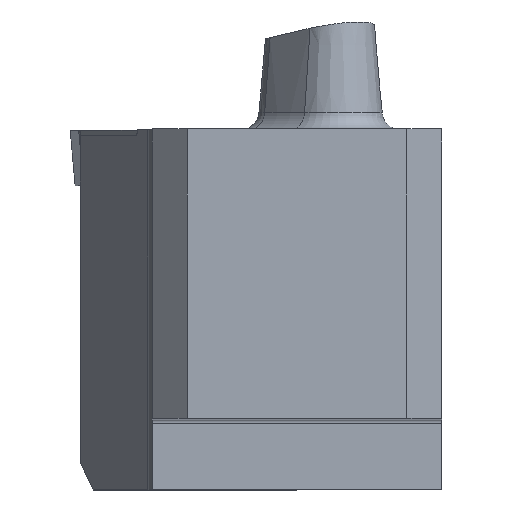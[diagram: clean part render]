
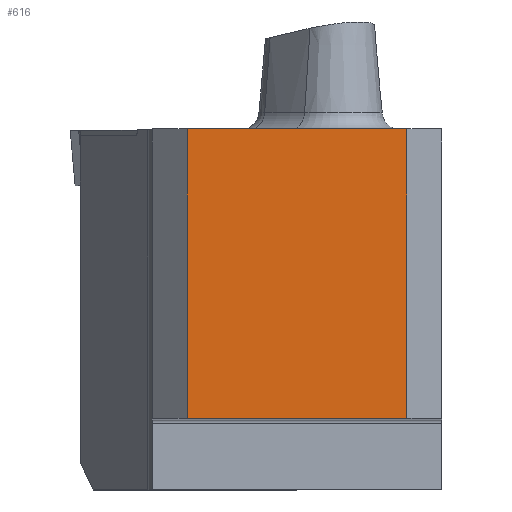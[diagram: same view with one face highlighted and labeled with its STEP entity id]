
A CAD part, top view. The second image highlights one B-rep face of the part: STEP entity #616.
In plain terms, the highlighted planar face has unit normal (0, 0, 1).
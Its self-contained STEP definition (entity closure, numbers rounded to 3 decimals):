
#185=FACE_OUTER_BOUND('',#815,.T.);
#301=LINE('',#3091,#426);
#302=LINE('',#3094,#427);
#303=LINE('',#3096,#428);
#304=LINE('',#3098,#429);
#426=VECTOR('',#2365,1.);
#427=VECTOR('',#2366,1.);
#428=VECTOR('',#2367,1.);
#429=VECTOR('',#2368,1.);
#616=ADVANCED_FACE('CU_BACK_SU1',(#185),#710,.F.);
#710=PLANE('',#2050);
#815=EDGE_LOOP('',(#1064,#1065,#1066,#1067));
#1064=ORIENTED_EDGE('',*,*,#1716,.F.);
#1065=ORIENTED_EDGE('',*,*,#1717,.T.);
#1066=ORIENTED_EDGE('',*,*,#1718,.T.);
#1067=ORIENTED_EDGE('',*,*,#1719,.F.);
#1513=VERTEX_POINT('',#3092);
#1514=VERTEX_POINT('',#3093);
#1515=VERTEX_POINT('',#3095);
#1516=VERTEX_POINT('',#3097);
#1716=EDGE_CURVE('',#1513,#1514,#301,.T.);
#1717=EDGE_CURVE('',#1513,#1515,#302,.T.);
#1718=EDGE_CURVE('',#1515,#1516,#303,.T.);
#1719=EDGE_CURVE('',#1514,#1516,#304,.T.);
#2050=AXIS2_PLACEMENT_3D('',#3099,#2369,#2370);
#2365=DIRECTION('',(0.,1.,0.));
#2366=DIRECTION('',(1.,0.,0.));
#2367=DIRECTION('',(0.,1.,0.));
#2368=DIRECTION('',(1.,0.,0.));
#2369=DIRECTION('',(0.,0.,-1.));
#2370=DIRECTION('',(-1.,0.,0.));
#3091=CARTESIAN_POINT('',(-21.925,0.,0.));
#3092=CARTESIAN_POINT('',(-21.925,0.,0.));
#3093=CARTESIAN_POINT('',(-21.925,24.925,0.));
#3094=CARTESIAN_POINT('',(-110.,0.,0.));
#3095=CARTESIAN_POINT('',(-3.,0.,0.));
#3096=CARTESIAN_POINT('',(-3.,0.,0.));
#3097=CARTESIAN_POINT('',(-3.,24.925,0.));
#3098=CARTESIAN_POINT('',(-110.,24.925,0.));
#3099=CARTESIAN_POINT('',(17.746,44.925,0.));
